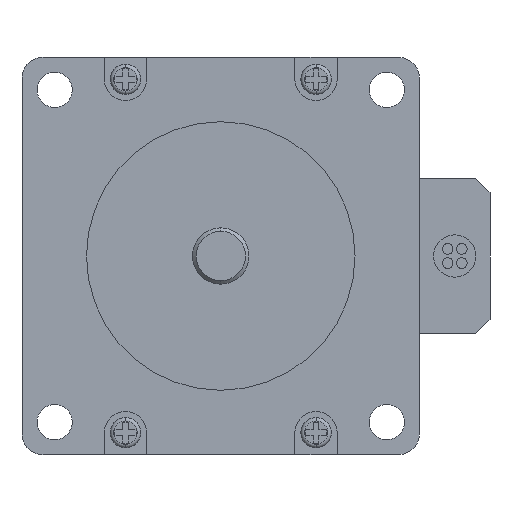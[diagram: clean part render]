
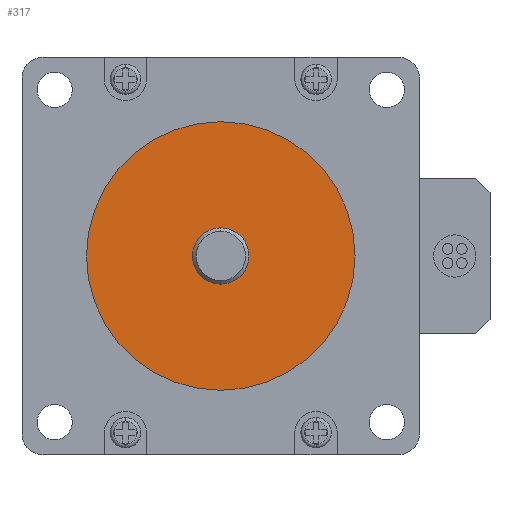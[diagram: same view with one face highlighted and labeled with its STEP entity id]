
A CAD part, left-side view. The second image highlights one B-rep face of the part: STEP entity #317.
In plain terms, the highlighted planar face has unit normal (-1, 0, 0).
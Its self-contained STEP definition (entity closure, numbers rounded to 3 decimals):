
#227 = DIRECTION ( 'NONE',  ( 1., 0., 0. ) ) ;
#256 = ORIENTED_EDGE ( 'NONE', *, *, #1758, .F. ) ;
#317 = ADVANCED_FACE ( 'NONE', ( #5336, #3612 ), #1917, .T. ) ;
#586 = CARTESIAN_POINT ( 'NONE',  ( -1.6, 0., 0. ) ) ;
#626 = CIRCLE ( 'NONE', #4758, 4. ) ;
#1025 = EDGE_LOOP ( 'NONE', ( #256, #4187 ) ) ;
#1039 = DIRECTION ( 'NONE',  ( 0., 0., 1. ) ) ;
#1203 = CIRCLE ( 'NONE', #5343, 19.05 ) ;
#1209 = DIRECTION ( 'NONE',  ( -1., 0., 0. ) ) ;
#1402 = CARTESIAN_POINT ( 'NONE',  ( -1.6, 4., 0. ) ) ;
#1433 = EDGE_CURVE ( 'NONE', #5485, #4788, #5387, .T. ) ;
#1449 = CARTESIAN_POINT ( 'NONE',  ( -1.6, 0., 19.05 ) ) ;
#1587 = DIRECTION ( 'NONE',  ( 1., 0., 0. ) ) ;
#1675 = DIRECTION ( 'NONE',  ( -1., 0., 0. ) ) ;
#1721 = CARTESIAN_POINT ( 'NONE',  ( -1.6, 0., -4. ) ) ;
#1758 = EDGE_CURVE ( 'NONE', #6191, #6683, #6814, .T. ) ;
#1917 = PLANE ( 'NONE',  #5270 ) ;
#2070 = AXIS2_PLACEMENT_3D ( 'NONE', #3928, #1675, #6758 ) ;
#2473 = CARTESIAN_POINT ( 'NONE',  ( -1.6, 0., 0. ) ) ;
#2937 = ORIENTED_EDGE ( 'NONE', *, *, #1433, .F. ) ;
#3612 = FACE_OUTER_BOUND ( 'NONE', #5791, .T. ) ;
#3844 = DIRECTION ( 'NONE',  ( 0., 0., -1. ) ) ;
#3851 = CARTESIAN_POINT ( 'NONE',  ( -1.6, 0., 0. ) ) ;
#3868 = CARTESIAN_POINT ( 'NONE',  ( -1.6, 0., -19.05 ) ) ;
#3928 = CARTESIAN_POINT ( 'NONE',  ( -1.6, 0., 0. ) ) ;
#4083 = AXIS2_PLACEMENT_3D ( 'NONE', #2473, #227, #5308 ) ;
#4187 = ORIENTED_EDGE ( 'NONE', *, *, #7294, .F. ) ;
#4244 = CARTESIAN_POINT ( 'NONE',  ( -1.6, 0., 4. ) ) ;
#4758 = AXIS2_PLACEMENT_3D ( 'NONE', #3851, #6123, #1039 ) ;
#4788 = VERTEX_POINT ( 'NONE', #1449 ) ;
#5035 = EDGE_CURVE ( 'NONE', #4788, #5485, #1203, .T. ) ;
#5270 = AXIS2_PLACEMENT_3D ( 'NONE', #1402, #1209, #5735 ) ;
#5308 = DIRECTION ( 'NONE',  ( 0., 0., -1. ) ) ;
#5336 = FACE_BOUND ( 'NONE', #1025, .T. ) ;
#5343 = AXIS2_PLACEMENT_3D ( 'NONE', #586, #1587, #3844 ) ;
#5387 = CIRCLE ( 'NONE', #4083, 19.05 ) ;
#5485 = VERTEX_POINT ( 'NONE', #3868 ) ;
#5735 = DIRECTION ( 'NONE',  ( 0., 0., 1. ) ) ;
#5791 = EDGE_LOOP ( 'NONE', ( #2937, #6986 ) ) ;
#6123 = DIRECTION ( 'NONE',  ( -1., 0., 0. ) ) ;
#6191 = VERTEX_POINT ( 'NONE', #1721 ) ;
#6683 = VERTEX_POINT ( 'NONE', #4244 ) ;
#6758 = DIRECTION ( 'NONE',  ( 0., 0., 1. ) ) ;
#6814 = CIRCLE ( 'NONE', #2070, 4. ) ;
#6986 = ORIENTED_EDGE ( 'NONE', *, *, #5035, .F. ) ;
#7294 = EDGE_CURVE ( 'NONE', #6683, #6191, #626, .T. ) ;
